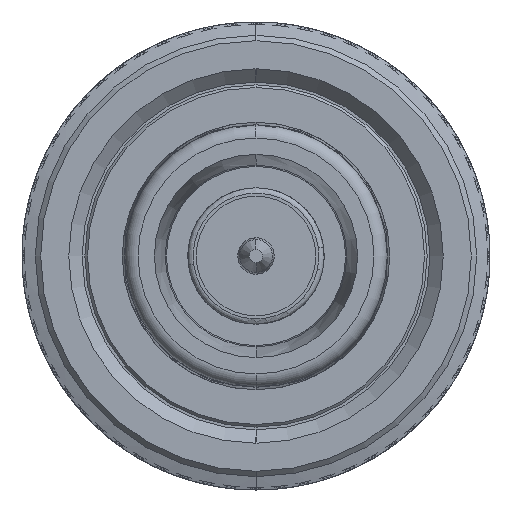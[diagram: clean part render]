
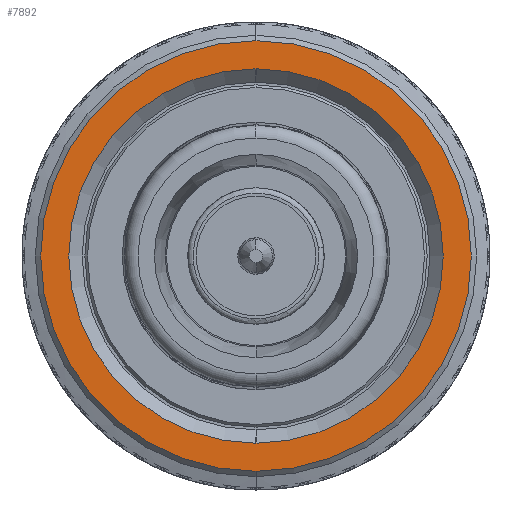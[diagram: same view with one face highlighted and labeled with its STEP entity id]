
A CAD part, left-side view. The second image highlights one B-rep face of the part: STEP entity #7892.
In plain terms, the highlighted planar face has unit normal (-1, 0, 0).
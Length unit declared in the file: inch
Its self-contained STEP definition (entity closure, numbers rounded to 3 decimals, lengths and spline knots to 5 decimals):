
#2108 = ORIENTED_EDGE ( 'NONE', *, *, #47375, .T. ) ;
#2125 = CARTESIAN_POINT ( 'NONE',  ( 0.01969, 0., 0. ) ) ;
#7892 = ADVANCED_FACE ( 'NONE', ( #55817, #34249 ), #20901, .T. ) ;
#9705 = CARTESIAN_POINT ( 'NONE',  ( 0.01969, 0., 0.27559 ) ) ;
#10981 = EDGE_CURVE ( 'NONE', #12979, #15074, #40640, .T. ) ;
#11913 = EDGE_CURVE ( 'NONE', #43917, #42385, #18448, .T. ) ;
#12979 = VERTEX_POINT ( 'NONE', #9705 ) ;
#14920 = CARTESIAN_POINT ( 'NONE',  ( 0.01969, 0., -0.27559 ) ) ;
#15074 = VERTEX_POINT ( 'NONE', #14920 ) ;
#15335 = DIRECTION ( 'NONE',  ( 0., 0., -1. ) ) ;
#16768 = DIRECTION ( 'NONE',  ( 0., 0., -1. ) ) ;
#18448 = CIRCLE ( 'NONE', #39771, 0.31693 ) ;
#18738 = CIRCLE ( 'NONE', #54927, 0.27559 ) ;
#20901 = PLANE ( 'NONE',  #38763 ) ;
#22895 = DIRECTION ( 'NONE',  ( 1., 0., 0. ) ) ;
#24658 = CARTESIAN_POINT ( 'NONE',  ( 0.01969, 0.27559, 0. ) ) ;
#25225 = DIRECTION ( 'NONE',  ( -1., 0., 0. ) ) ;
#26111 = AXIS2_PLACEMENT_3D ( 'NONE', #2125, #51268, #33515 ) ;
#26853 = ORIENTED_EDGE ( 'NONE', *, *, #11913, .T. ) ;
#26996 = CARTESIAN_POINT ( 'NONE',  ( 0.01969, 0., 0.31693 ) ) ;
#27812 = CARTESIAN_POINT ( 'NONE',  ( 0.01969, 0., 0. ) ) ;
#28750 = DIRECTION ( 'NONE',  ( 0., 0., 1. ) ) ;
#29658 = EDGE_LOOP ( 'NONE', ( #26853, #47824 ) ) ;
#33515 = DIRECTION ( 'NONE',  ( 0., 0., 1. ) ) ;
#34249 = FACE_BOUND ( 'NONE', #43736, .T. ) ;
#35310 = CARTESIAN_POINT ( 'NONE',  ( 0.01969, 0., -0.31693 ) ) ;
#38763 = AXIS2_PLACEMENT_3D ( 'NONE', #24658, #25225, #28750 ) ;
#39771 = AXIS2_PLACEMENT_3D ( 'NONE', #54261, #41120, #42475 ) ;
#39777 = ORIENTED_EDGE ( 'NONE', *, *, #10981, .T. ) ;
#40018 = CIRCLE ( 'NONE', #26111, 0.31693 ) ;
#40640 = CIRCLE ( 'NONE', #47166, 0.27559 ) ;
#41120 = DIRECTION ( 'NONE',  ( -1., 0., 0. ) ) ;
#42385 = VERTEX_POINT ( 'NONE', #26996 ) ;
#42475 = DIRECTION ( 'NONE',  ( 0., 0., 1. ) ) ;
#43736 = EDGE_LOOP ( 'NONE', ( #39777, #2108 ) ) ;
#43917 = VERTEX_POINT ( 'NONE', #35310 ) ;
#46652 = EDGE_CURVE ( 'NONE', #42385, #43917, #40018, .T. ) ;
#47166 = AXIS2_PLACEMENT_3D ( 'NONE', #57161, #56298, #16768 ) ;
#47375 = EDGE_CURVE ( 'NONE', #15074, #12979, #18738, .T. ) ;
#47824 = ORIENTED_EDGE ( 'NONE', *, *, #46652, .T. ) ;
#51268 = DIRECTION ( 'NONE',  ( -1., 0., 0. ) ) ;
#54261 = CARTESIAN_POINT ( 'NONE',  ( 0.01969, 0., 0. ) ) ;
#54927 = AXIS2_PLACEMENT_3D ( 'NONE', #27812, #22895, #15335 ) ;
#55817 = FACE_OUTER_BOUND ( 'NONE', #29658, .T. ) ;
#56298 = DIRECTION ( 'NONE',  ( 1., 0., 0. ) ) ;
#57161 = CARTESIAN_POINT ( 'NONE',  ( 0.01969, 0., 0. ) ) ;
